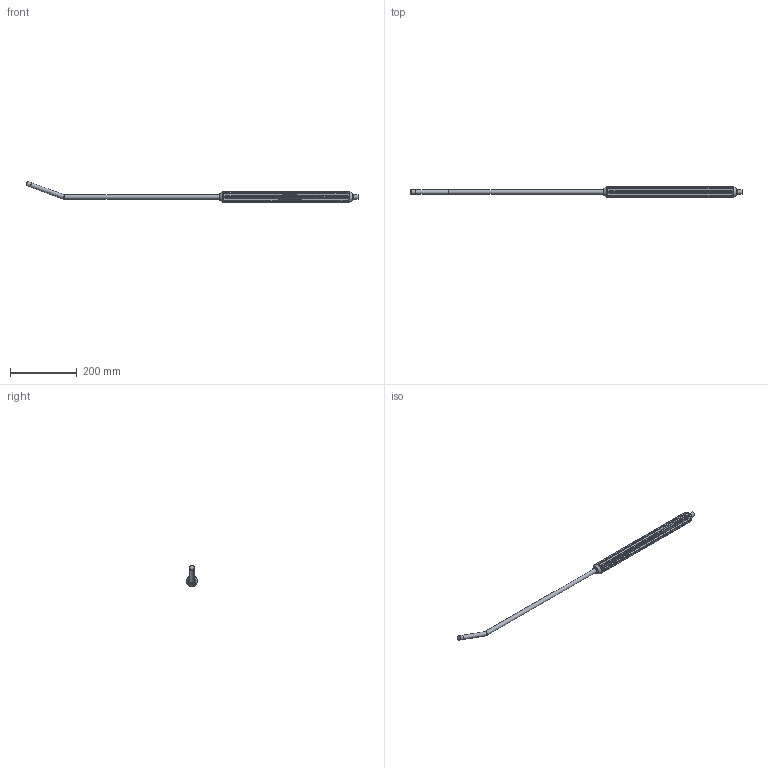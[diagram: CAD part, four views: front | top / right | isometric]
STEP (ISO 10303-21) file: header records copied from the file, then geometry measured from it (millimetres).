
FILE_DESCRIPTION(/* description */ ('Unknown'),/* implementation_level */ '2;1');
FILE_NAME(/* name */ '070010009',/* time_stamp */ '2021-09-07T07:57:20+02:00',/* author */ ('Unknown'),/* organization */ ('Unknown'),/* preprocessor_version */ 'ST-DEVELOPER v16.7',/* originating_system */ 'Solid Edge',/* authorisation */ 'Unknown');
FILE_SCHEMA (('AUTOMOTIVE_DESIGN {1 0 10303 214 3 1 1}'));
Length unit declared in the file: millimetre
Products named in the file (1): Part1
Bounding box: 995.05 x 33 x 63.64 mm (x, y, z)
Volume: 342629.7 mm3; surface area: 101255.1 mm2
Topology: 2 solids, 2 shells, 428 faces, 1085 edges, 717 vertices
Faces by surface type: plane 276, bspline 84, cylinder 29, torus 21, cone 18
Full cylindrical faces by diameter (mm): 12.7 x2, 13 x1, 13.16 x2
Entity records: 17050 total; most frequent: CARTESIAN_POINT 8295, ORIENTED_EDGE 2104, DIRECTION 1142, EDGE_CURVE 1052, VERTEX_POINT 712, B_SPLINE_CURVE_WITH_KNOTS 672, EDGE_LOOP 514, FACE_BOUND 514
